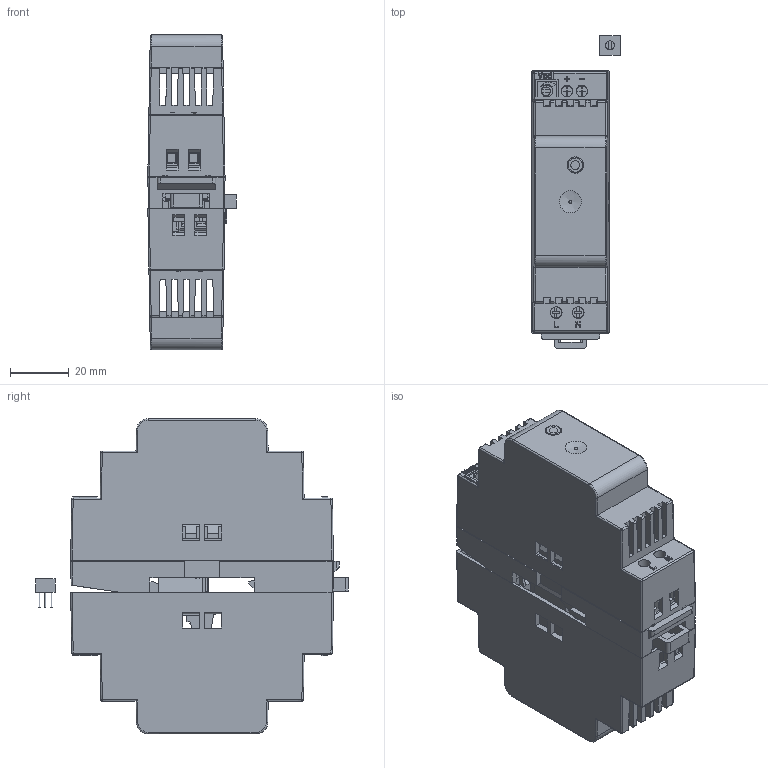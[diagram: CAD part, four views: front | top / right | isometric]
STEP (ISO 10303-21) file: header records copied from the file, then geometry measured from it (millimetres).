
FILE_DESCRIPTION( ( 'Unknown' ), '1' );
FILE_NAME( 'TBL015-124.stp', 'Unknown', ( 'Unknown' ), ( 'Unknown' ), 'PSStep 13.0', 'Unknown', ' ' );
FILE_SCHEMA( ( 'AUTOMOTIVE_DESIGN { 1 0 10303 214 1 1 1 1 }' ) );
Length unit declared in the file: millimetre
Products named in the file (9): Assem1; 24600239-CHASSIS; 23500408-CONNECTOR; 22200031-POT; 21500012-LED-G; 24600240-HOOD; 21500031-LED-LENS; 80008000-CLIP; 23500409-CONNECTOR
Bounding box: 30.11 x 106.49 x 107.44 mm (x, y, z)
Volume: 68120.2 mm3; surface area: 76271.7 mm2
Topology: 16 solids, 16 shells, 1832 faces, 5122 edges, 3360 vertices
Faces by surface type: plane 1596, cylinder 170, sphere 30, cone 18, torus 10, bspline 8
Full cylindrical faces by diameter (mm): 0.5 x10, 0.8 x4, 1 x2, 3 x6, 3.2 x4, 3.8 x8, 4 x10, 5.4 x2, 5.6 x4, 8.6 x2
Entity records: 50215 total; most frequent: CARTESIAN_POINT 6097, ORIENTED_EDGE 5032, DIRECTION 4540, PRESENTATION_STYLE_ASSIGNMENT 3675, COLOUR_RGB 3675, STYLED_ITEM 2965, CURVE_STYLE 2759, DRAUGHTING_PRE_DEFINED_CURVE_FONT 2759
